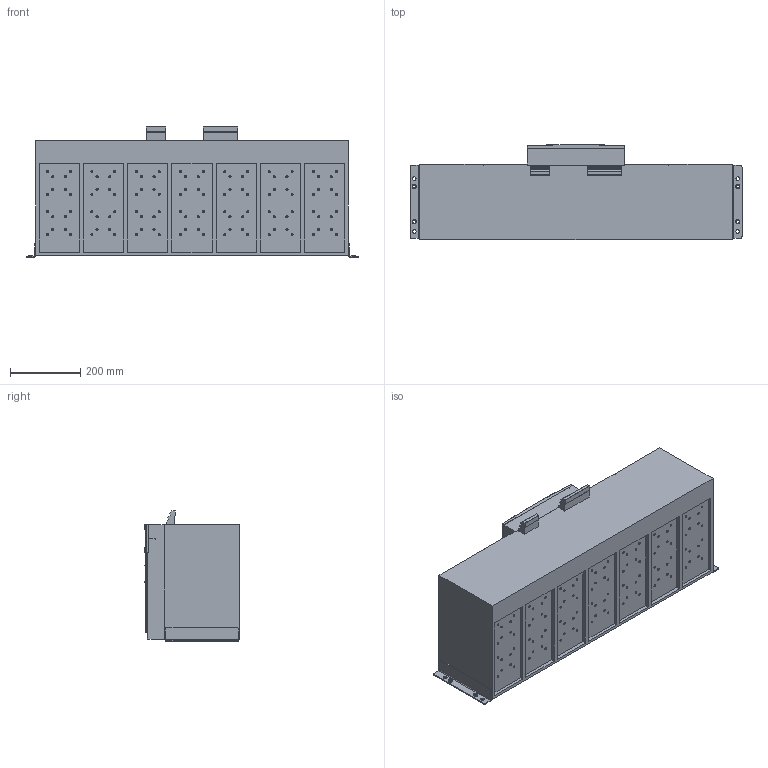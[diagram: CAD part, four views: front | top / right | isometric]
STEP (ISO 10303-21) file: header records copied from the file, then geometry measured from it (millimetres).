
FILE_DESCRIPTION(('CATIA V5 STEP Exchange'),'2;1');
FILE_NAME('1SDH001252R0249_1PA_001_01_E6.2_IV_F.stp','2014-03-07T08:16:46+00:00',('none'),('none'),'CATIA Version 5 Release 20 SP 1 (IN-10)','CATIA V5 STEP AP214','none');
FILE_SCHEMA(('AUTOMOTIVE_DESIGN { 1 0 10303 214 1 1 1 1 }'));
Length unit declared in the file: millimetre
Products named in the file (1): 1SDH001252R0249_1PA_001_01_E6.2_IV_F
Bounding box: 944 x 269.57 x 371 mm (x, y, z)
Volume: 60524344.8 mm3; surface area: 1645097.2 mm2
Topology: 15 solids, 15 shells, 1004 faces, 2497 edges, 1425 vertices
Faces by surface type: cylinder 404, plane 240, cone 232, torus 61, bspline 46, extrusion 18, revolution 3
Entity records: 29233 total; most frequent: CARTESIAN_POINT 8456, ORIENTED_EDGE 4538, DIRECTION 3342, EDGE_CURVE 2269, AXIS2_PLACEMENT_3D 1502, VERTEX_POINT 1425, VECTOR 1212, LINE 1194
